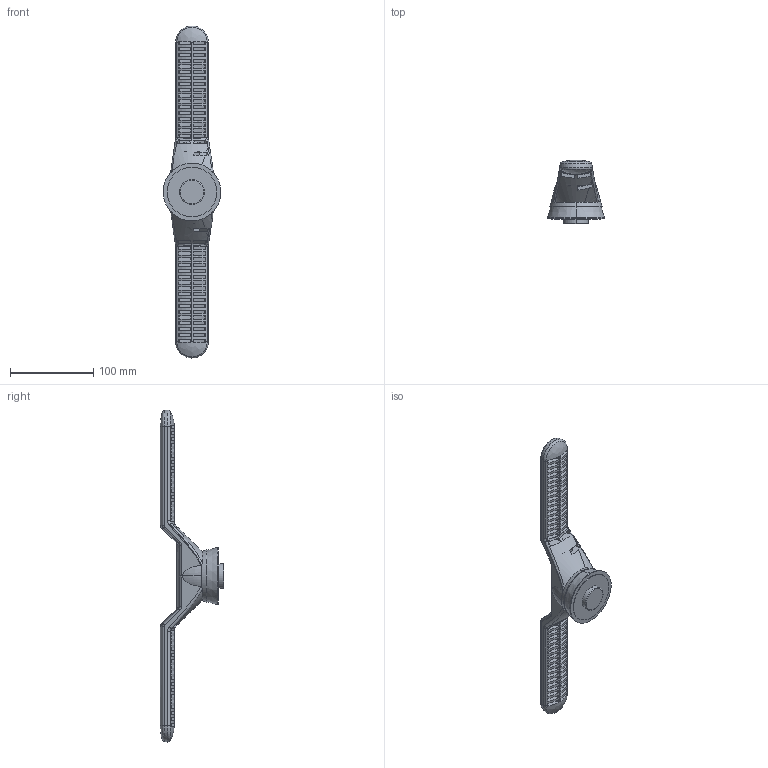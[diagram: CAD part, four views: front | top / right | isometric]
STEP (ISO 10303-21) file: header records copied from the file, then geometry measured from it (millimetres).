
FILE_DESCRIPTION((''),'2;1');
FILE_NAME('OHB200J12PE011_SW','2025-03-27T09:32:20',('FIRARAN'),(''),'CREO PARAMETRIC BY PTC INC, 2022364','CREO PARAMETRIC BY PTC INC, 2022364','');
FILE_SCHEMA(('AUTOMOTIVE_DESIGN { 1 0 10303 214 1 1 1 1 }'));
Length unit declared in the file: millimetre
Products named in the file (1): OHB200J12PE011_SW
Bounding box: 69.4 x 76.4 x 399.68 mm (x, y, z)
Volume: 313880.6 mm3; surface area: 73193.8 mm2
Topology: 1 solids, 1 shells, 500 faces, 1257 edges, 822 vertices
Faces by surface type: plane 362, cylinder 81, bspline 39, cone 8, torus 8, sphere 2
Entity records: 28665 total; most frequent: CARTESIAN_POINT 13106, ORIENTED_EDGE 2506, DIRECTION 2116, EDGE_CURVE 1253, VERTEX_POINT 822, AXIS2_PLACEMENT_3D 711, VECTOR 691, LINE 691
